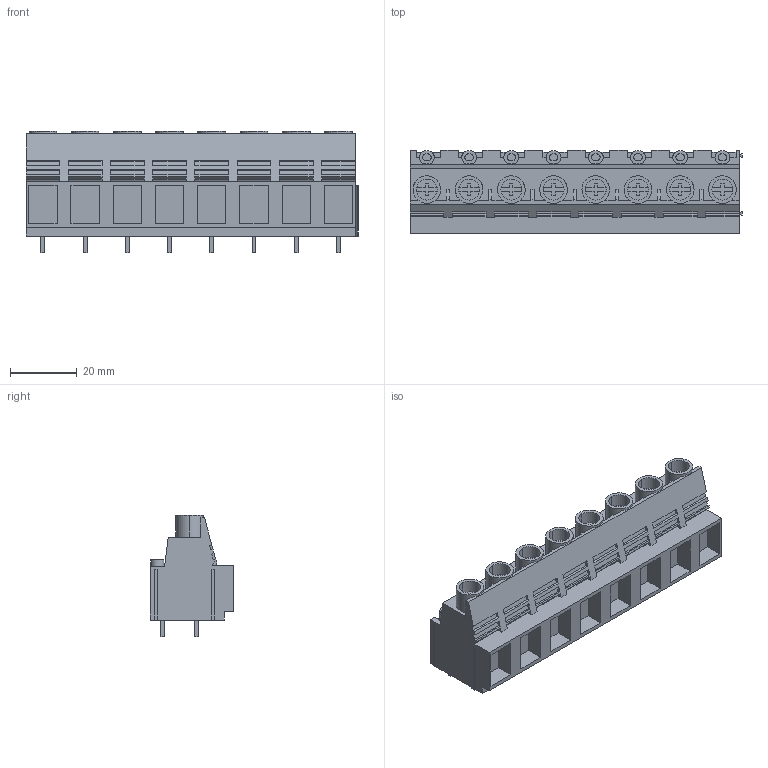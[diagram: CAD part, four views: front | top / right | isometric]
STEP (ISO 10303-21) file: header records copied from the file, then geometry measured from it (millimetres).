
FILE_DESCRIPTION(('CATIA V5 STEP Exchange','CAx-IF Rec.Pracs.--- Model Styling and Organization---1.2---2011-12-15'),'2;1');
FILE_NAME ('D1461527_0_2014760000_2014760000.stp','2018-04-09T05:42:29+00:00',('none'),('Weidmueller'),'CATIA Version 5-6 Release 2014','CATIA V5 STEP AP214','none');
FILE_SCHEMA(('AUTOMOTIVE_DESIGN { 1 0 10303 214 1 1 1 1 }'));
Length unit declared in the file: millimetre
Products named in the file (1): 2014760000
Bounding box: 99.86 x 25.07 x 36.5 mm (x, y, z)
Volume: 47442.6 mm3; surface area: 19207.6 mm2
Topology: 25 solids, 25 shells, 835 faces, 2249 edges, 1508 vertices
Faces by surface type: plane 755, cylinder 80
Entity records: 23856 total; most frequent: CARTESIAN_POINT 4519, ORIENTED_EDGE 4498, DIRECTION 3066, EDGE_CURVE 2249, VECTOR 2009, LINE 2009, VERTEX_POINT 1508, EDGE_LOOP 879
